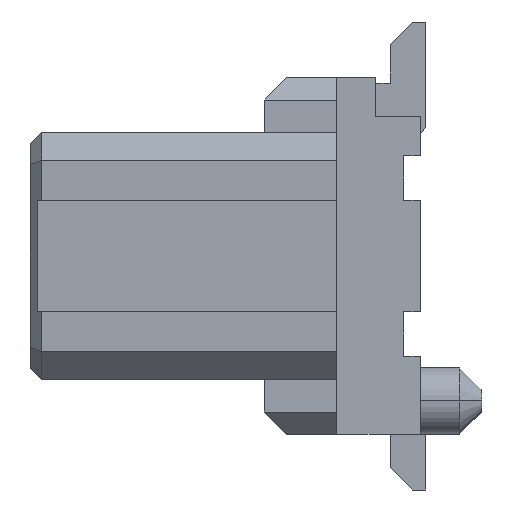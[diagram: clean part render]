
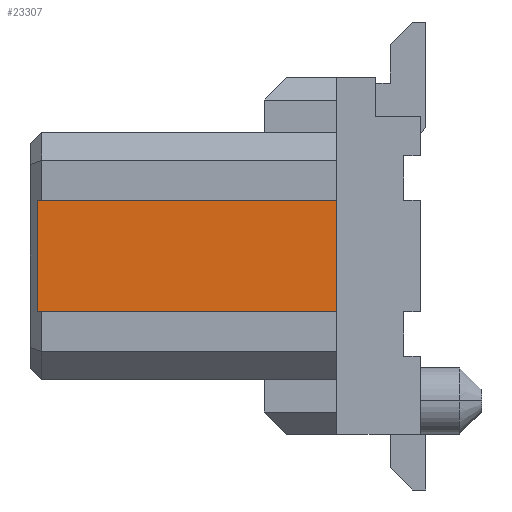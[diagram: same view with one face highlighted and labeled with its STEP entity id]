
A CAD part, left-side view. The second image highlights one B-rep face of the part: STEP entity #23307.
In plain terms, the highlighted planar face has unit normal (-1, 0, 0).
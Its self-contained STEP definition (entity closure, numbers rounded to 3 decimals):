
#2189=DIRECTION('',(0.,0.,-1.));
#2190=VECTOR('',#2189,1.);
#2191=CARTESIAN_POINT('',(-4.388,-1.375,0.5));
#2192=LINE('',#2191,#2190);
#8207=DIRECTION('',(0.,0.,-1.));
#8208=VECTOR('',#8207,1.);
#8209=CARTESIAN_POINT('',(-4.388,1.313,0.5));
#8210=LINE('',#8209,#8208);
#8247=DIRECTION('',(0.,-1.,0.));
#8248=VECTOR('',#8247,2.688);
#8249=CARTESIAN_POINT('',(-4.388,1.313,-0.5));
#8250=LINE('',#8249,#8248);
#8251=DIRECTION('',(0.,-1.,0.));
#8252=VECTOR('',#8251,2.688);
#8253=CARTESIAN_POINT('',(-4.388,1.313,0.5));
#8254=LINE('',#8253,#8252);
#8609=CARTESIAN_POINT('',(-4.388,-1.375,0.5));
#8610=CARTESIAN_POINT('',(-4.388,-1.375,-0.5));
#8611=VERTEX_POINT('',#8609);
#8612=VERTEX_POINT('',#8610);
#8621=CARTESIAN_POINT('',(-4.388,1.313,0.5));
#8622=VERTEX_POINT('',#8621);
#8623=CARTESIAN_POINT('',(-4.388,1.313,-0.5));
#8624=VERTEX_POINT('',#8623);
#23296=CARTESIAN_POINT('',(-4.388,1.375,0.5));
#23297=DIRECTION('',(1.,0.,0.));
#23298=DIRECTION('',(0.,0.,-1.));
#23299=AXIS2_PLACEMENT_3D('',#23296,#23297,#23298);
#23300=PLANE('',#23299);
#23301=ORIENTED_EDGE('',*,*,#23251,.T.);
#23302=ORIENTED_EDGE('',*,*,#13291,.T.);
#23303=ORIENTED_EDGE('',*,*,#23290,.F.);
#23304=ORIENTED_EDGE('',*,*,#23229,.F.);
#23305=EDGE_LOOP('',(#23301,#23302,#23303,#23304));
#23306=FACE_OUTER_BOUND('',#23305,.F.);
#23307=ADVANCED_FACE('',(#23306),#23300,.F.);
#13291=EDGE_CURVE('',#8611,#8612,#2192,.T.);
#23229=EDGE_CURVE('',#8622,#8624,#8210,.T.);
#23251=EDGE_CURVE('',#8622,#8611,#8254,.T.);
#23290=EDGE_CURVE('',#8624,#8612,#8250,.T.);
